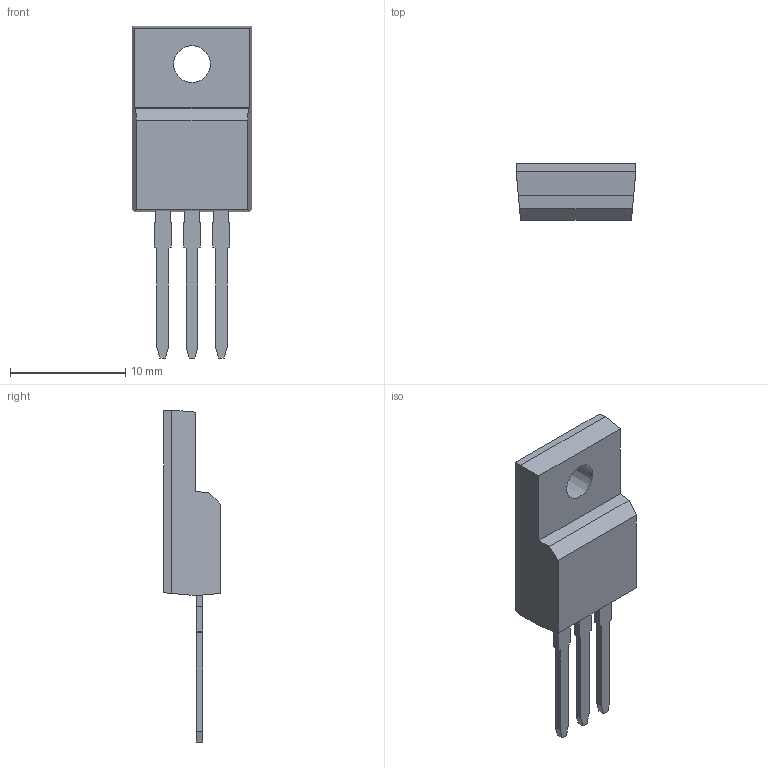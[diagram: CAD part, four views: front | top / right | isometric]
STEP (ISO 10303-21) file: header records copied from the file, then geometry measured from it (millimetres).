
FILE_DESCRIPTION(('STEP AP214'), '1');
FILE_NAME('TO-220F', '2016-03-13T01:20:00', ('Nobody'), (''), 'ASCON STEP Converter 1.3', 'ASCON Math Kernel', '');
FILE_SCHEMA(('AUTOMOTIVE_DESIGN { 1 0 10303 214 3 1 1}'));
Length unit declared in the file: millimetre
Bounding box: 10.36 x 4.9 x 28.75 mm (x, y, z)
Volume: 628.5 mm3; surface area: 681 mm2
Topology: 4 solids, 4 shells, 68 faces, 178 edges, 118 vertices
Faces by surface type: plane 67, cone 1
Entity records: 2653 total; most frequent: CARTESIAN_POINT 364, ORIENTED_EDGE 354, DIRECTION 317, EDGE_CURVE 177, LINE 175, VECTOR 175, VERTEX_POINT 118, COLOUR_RGB 72
